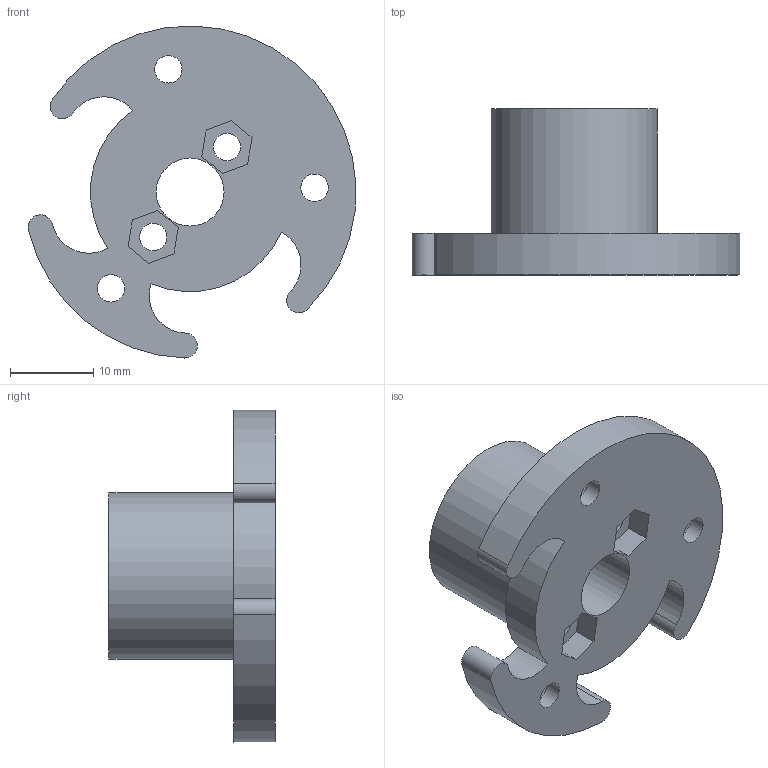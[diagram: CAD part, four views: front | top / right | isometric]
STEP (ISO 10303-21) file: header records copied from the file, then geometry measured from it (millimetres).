
FILE_DESCRIPTION(/* description */ (''),/* implementation_level */ '2;1');
FILE_NAME(/* name */ 'Arm_coupler.step',/* time_stamp */ '2024-07-02T21:22:10+02:00',/* author */ (''),/* organization */ (''),/* preprocessor_version */ 'ST-DEVELOPER v20',/* originating_system */ 'Autodesk Translation Framework v13.14.0.145',/* authorisation */ '');
FILE_SCHEMA (('AUTOMOTIVE_DESIGN { 1 0 10303 214 3 1 1 }'));
Length unit declared in the file: millimetre
Products named in the file (1): Arm_coupler
Bounding box: 39.48 x 20 x 39.98 mm (x, y, z)
Volume: 7826.5 mm3; surface area: 4839.5 mm2
Topology: 1 solids, 1 shells, 42 faces, 102 edges, 68 vertices
Faces by surface type: cylinder 22, plane 20
Full cylindrical faces by diameter (mm): 3.3 x5, 5.8 x3, 8.2 x1, 20 x1
Entity records: 1314 total; most frequent: DIRECTION 232, CARTESIAN_POINT 213, ORIENTED_EDGE 204, EDGE_CURVE 102, AXIS2_PLACEMENT_3D 87, VERTEX_POINT 68, EDGE_LOOP 60, LINE 58
